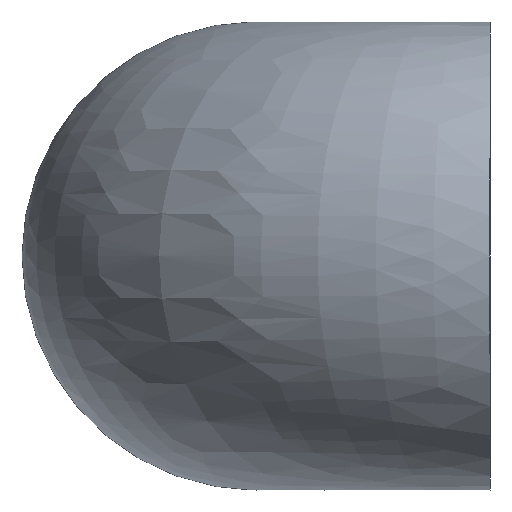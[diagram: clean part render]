
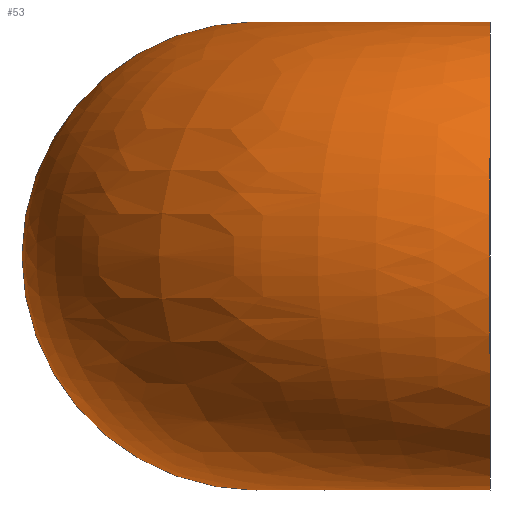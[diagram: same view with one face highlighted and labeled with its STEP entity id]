
A CAD part, left-side view. The second image highlights one B-rep face of the part: STEP entity #53.
In plain terms, the highlighted free-form (B-spline) face has degree [2, 2] with [9, 3] control points.
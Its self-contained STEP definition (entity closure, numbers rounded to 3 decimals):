
#17=(
BOUNDED_SURFACE()
B_SPLINE_SURFACE(2,2,((#105,#106,#107),(#108,#109,#110),(#111,#112,#113),
(#114,#115,#116),(#117,#118,#119),(#120,#121,#122),(#123,#124,#125),(#126,
#127,#128),(#129,#130,#131)),.UNSPECIFIED.,.T.,.F.,.F.)
B_SPLINE_SURFACE_WITH_KNOTS((3,2,2,2,3),(3,3),(-3.142,-1.571,
0.,1.571,3.142),(0.,1.571),.UNSPECIFIED.)
GEOMETRIC_REPRESENTATION_ITEM()
RATIONAL_B_SPLINE_SURFACE(((1.,0.707,1.),(0.707,
0.5,0.707),(1.,0.707,1.),(0.707,
0.5,0.707),(1.,0.707,1.),(0.707,
0.5,0.707),(1.,0.707,1.),(0.707,
0.5,0.707),(1.,0.707,1.)))
REPRESENTATION_ITEM('')
SURFACE()
);
#22=FACE_OUTER_BOUND('',#27,.T.);
#27=EDGE_LOOP('',(#45,#46));
#34=CIRCLE('',#79,3.175);
#35=CIRCLE('',#80,3.175);
#38=VERTEX_POINT('',#132);
#41=EDGE_CURVE('',#38,#38,#34,.T.);
#42=EDGE_CURVE('',#38,#38,#35,.T.);
#45=ORIENTED_EDGE('',*,*,#41,.F.);
#46=ORIENTED_EDGE('',*,*,#42,.F.);
#53=ADVANCED_FACE('',(#22),#17,.F.);
#79=AXIS2_PLACEMENT_3D('',#133,#91,#92);
#80=AXIS2_PLACEMENT_3D('',#134,#93,#94);
#91=DIRECTION('center_axis',(0.,-1.,0.));
#92=DIRECTION('ref_axis',(1.,0.,0.));
#93=DIRECTION('center_axis',(1.,0.,0.));
#94=DIRECTION('ref_axis',(0.,-1.,0.));
#105=CARTESIAN_POINT('Ctrl Pts',(3.175,0.,0.));
#106=CARTESIAN_POINT('Ctrl Pts',(3.175,0.,0.));
#107=CARTESIAN_POINT('Ctrl Pts',(3.175,0.,0.));
#108=CARTESIAN_POINT('Ctrl Pts',(3.175,0.,3.175));
#109=CARTESIAN_POINT('Ctrl Pts',(3.175,0.,3.175));
#110=CARTESIAN_POINT('Ctrl Pts',(3.175,0.,3.175));
#111=CARTESIAN_POINT('Ctrl Pts',(0.,0.,3.175));
#112=CARTESIAN_POINT('Ctrl Pts',(0.,3.175,3.175));
#113=CARTESIAN_POINT('Ctrl Pts',(3.175,3.175,3.175));
#114=CARTESIAN_POINT('Ctrl Pts',(-3.175,0.,3.175));
#115=CARTESIAN_POINT('Ctrl Pts',(-3.175,6.35,3.175));
#116=CARTESIAN_POINT('Ctrl Pts',(3.175,6.35,3.175));
#117=CARTESIAN_POINT('Ctrl Pts',(-3.175,0.,0.));
#118=CARTESIAN_POINT('Ctrl Pts',(-3.175,6.35,0.));
#119=CARTESIAN_POINT('Ctrl Pts',(3.175,6.35,0.));
#120=CARTESIAN_POINT('Ctrl Pts',(-3.175,0.,-3.175));
#121=CARTESIAN_POINT('Ctrl Pts',(-3.175,6.35,-3.175));
#122=CARTESIAN_POINT('Ctrl Pts',(3.175,6.35,-3.175));
#123=CARTESIAN_POINT('Ctrl Pts',(0.,0.,-3.175));
#124=CARTESIAN_POINT('Ctrl Pts',(0.,3.175,-3.175));
#125=CARTESIAN_POINT('Ctrl Pts',(3.175,3.175,-3.175));
#126=CARTESIAN_POINT('Ctrl Pts',(3.175,0.,-3.175));
#127=CARTESIAN_POINT('Ctrl Pts',(3.175,0.,-3.175));
#128=CARTESIAN_POINT('Ctrl Pts',(3.175,0.,-3.175));
#129=CARTESIAN_POINT('Ctrl Pts',(3.175,0.,0.));
#130=CARTESIAN_POINT('Ctrl Pts',(3.175,0.,0.));
#131=CARTESIAN_POINT('Ctrl Pts',(3.175,0.,0.));
#132=CARTESIAN_POINT('',(3.175,0.,0.));
#133=CARTESIAN_POINT('Origin',(0.,0.,0.));
#134=CARTESIAN_POINT('Origin',(3.175,3.175,0.));
